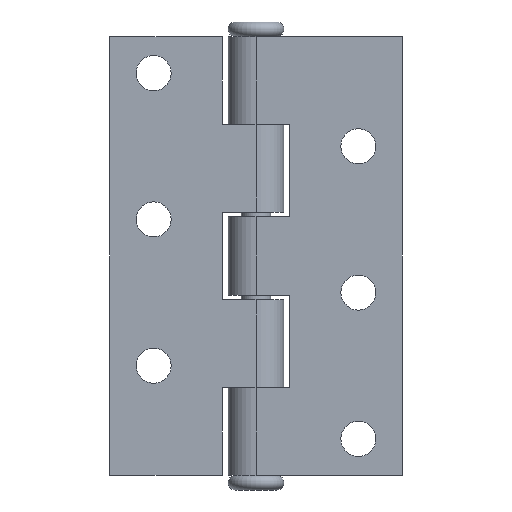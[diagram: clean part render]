
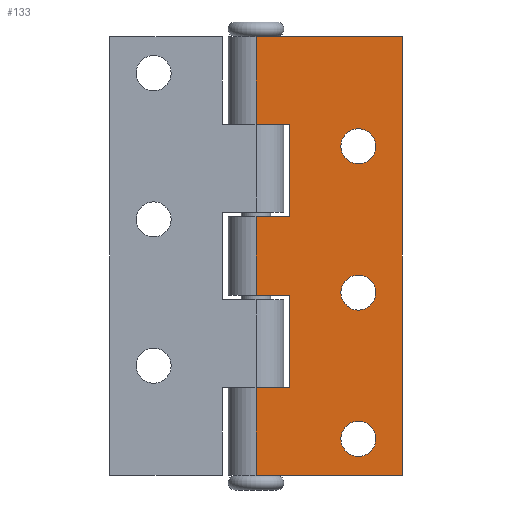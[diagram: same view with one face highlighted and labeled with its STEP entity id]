
A CAD part, front view. The second image highlights one B-rep face of the part: STEP entity #133.
In plain terms, the highlighted planar face has unit normal (0, -1, 0).
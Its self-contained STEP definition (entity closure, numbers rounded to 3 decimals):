
#6 = VERTEX_POINT ( 'NONE', #2401 ) ;
#9 = EDGE_CURVE ( 'NONE', #1767, #6, #2395, .T. ) ;
#52 = VERTEX_POINT ( 'NONE', #2496 ) ;
#54 = VERTEX_POINT ( 'NONE', #2495 ) ;
#56 = EDGE_CURVE ( 'NONE', #67, #54, #2494, .T. ) ;
#67 = VERTEX_POINT ( 'NONE', #2526 ) ;
#72 = ORIENTED_EDGE ( 'NONE', *, *, #1863, .T. ) ;
#90 = VERTEX_POINT ( 'NONE', #2544 ) ;
#91 = ORIENTED_EDGE ( 'NONE', *, *, #126, .T. ) ;
#95 = VERTEX_POINT ( 'NONE', #2538 ) ;
#97 = VERTEX_POINT ( 'NONE', #2595 ) ;
#98 = EDGE_CURVE ( 'NONE', #97, #95, #2594, .T. ) ;
#99 = ORIENTED_EDGE ( 'NONE', *, *, #98, .T. ) ;
#100 = EDGE_CURVE ( 'NONE', #1783, #1782, #2590, .T. ) ;
#101 = ORIENTED_EDGE ( 'NONE', *, *, #1804, .T. ) ;
#102 = EDGE_LOOP ( 'NONE', ( #113, #106 ) ) ;
#103 = ORIENTED_EDGE ( 'NONE', *, *, #107, .T. ) ;
#104 = EDGE_CURVE ( 'NONE', #1795, #1794, #2585, .T. ) ;
#105 = ORIENTED_EDGE ( 'NONE', *, *, #100, .T. ) ;
#106 = ORIENTED_EDGE ( 'NONE', *, *, #1793, .T. ) ;
#107 = EDGE_CURVE ( 'NONE', #1805, #1808, #2580, .T. ) ;
#108 = ORIENTED_EDGE ( 'NONE', *, *, #1742, .F. ) ;
#109 = EDGE_LOOP ( 'NONE', ( #99, #91, #124, #115, #121, #118, #116, #114, #108, #1741, #181, #72 ) ) ;
#110 = EDGE_LOOP ( 'NONE', ( #103, #101 ) ) ;
#111 = ORIENTED_EDGE ( 'NONE', *, *, #1751, .T. ) ;
#113 = ORIENTED_EDGE ( 'NONE', *, *, #104, .T. ) ;
#114 = ORIENTED_EDGE ( 'NONE', *, *, #193, .T. ) ;
#115 = ORIENTED_EDGE ( 'NONE', *, *, #123, .T. ) ;
#116 = ORIENTED_EDGE ( 'NONE', *, *, #56, .T. ) ;
#117 = EDGE_CURVE ( 'NONE', #119, #67, #2575, .T. ) ;
#118 = ORIENTED_EDGE ( 'NONE', *, *, #117, .T. ) ;
#119 = VERTEX_POINT ( 'NONE', #2571 ) ;
#120 = VERTEX_POINT ( 'NONE', #2630 ) ;
#121 = ORIENTED_EDGE ( 'NONE', *, *, #122, .T. ) ;
#122 = EDGE_CURVE ( 'NONE', #120, #119, #2629, .T. ) ;
#123 = EDGE_CURVE ( 'NONE', #144, #120, #2625, .T. ) ;
#124 = ORIENTED_EDGE ( 'NONE', *, *, #143, .T. ) ;
#126 = EDGE_CURVE ( 'NONE', #95, #52, #2621, .T. ) ;
#128 = EDGE_CURVE ( 'NONE', #1767, #90, #2617, .T. ) ;
#131 = EDGE_LOOP ( 'NONE', ( #105, #111 ) ) ;
#133 = ADVANCED_FACE ( 'NONE', ( #2662, #2661, #2660, #2659 ), #2658, .F. ) ;
#143 = EDGE_CURVE ( 'NONE', #52, #144, #2642, .T. ) ;
#144 = VERTEX_POINT ( 'NONE', #2638 ) ;
#181 = ORIENTED_EDGE ( 'NONE', *, *, #9, .T. ) ;
#193 = EDGE_CURVE ( 'NONE', #54, #196, #255, .T. ) ;
#196 = VERTEX_POINT ( 'NONE', #244 ) ;
#244 = CARTESIAN_POINT ( 'NONE',  ( 50., -9.5, -75. ) ) ;
#249 = DIRECTION ( 'NONE',  ( 1., 0., 0. ) ) ;
#250 = VECTOR ( 'NONE', #249, 1000. ) ;
#251 = CARTESIAN_POINT ( 'NONE',  ( 0., -9.5, -75. ) ) ;
#255 = LINE ( 'NONE', #251, #250 ) ;
#269 = DIRECTION ( 'NONE',  ( 0., 0., 1. ) ) ;
#270 = DIRECTION ( 'NONE',  ( 0., 1., 0. ) ) ;
#271 = CARTESIAN_POINT ( 'NONE',  ( 35., -9.5, 37.5 ) ) ;
#272 = AXIS2_PLACEMENT_3D ( 'NONE', #271, #270, #269 ) ;
#273 = CIRCLE ( 'NONE', #272, 6. ) ;
#282 = DIRECTION ( 'NONE',  ( 0., 0., -1. ) ) ;
#283 = VECTOR ( 'NONE', #282, 1000. ) ;
#284 = CARTESIAN_POINT ( 'NONE',  ( 50., -9.5, 75. ) ) ;
#285 = LINE ( 'NONE', #284, #283 ) ;
#330 = CARTESIAN_POINT ( 'NONE',  ( 29., -9.5, 37.5 ) ) ;
#331 = CARTESIAN_POINT ( 'NONE',  ( 41., -9.5, 37.5 ) ) ;
#354 = CARTESIAN_POINT ( 'NONE',  ( 0., -9.5, 75. ) ) ;
#370 = CARTESIAN_POINT ( 'NONE',  ( 29., -9.5, -12.5 ) ) ;
#371 = CARTESIAN_POINT ( 'NONE',  ( 41., -9.5, -12.5 ) ) ;
#372 = DIRECTION ( 'NONE',  ( 0., 0., 1. ) ) ;
#373 = DIRECTION ( 'NONE',  ( 0., 1., 0. ) ) ;
#374 = AXIS2_PLACEMENT_3D ( 'NONE', #380, #373, #372 ) ;
#375 = CIRCLE ( 'NONE', #374, 6. ) ;
#380 = CARTESIAN_POINT ( 'NONE',  ( 35., -9.5, -12.5 ) ) ;
#413 = CARTESIAN_POINT ( 'NONE',  ( 41., -9.5, -62.5 ) ) ;
#418 = CARTESIAN_POINT ( 'NONE',  ( 29., -9.5, -62.5 ) ) ;
#419 = DIRECTION ( 'NONE',  ( 0., 0., 1. ) ) ;
#420 = DIRECTION ( 'NONE',  ( 0., 1., 0. ) ) ;
#421 = CARTESIAN_POINT ( 'NONE',  ( 35., -9.5, -62.5 ) ) ;
#422 = AXIS2_PLACEMENT_3D ( 'NONE', #421, #420, #419 ) ;
#423 = CIRCLE ( 'NONE', #422, 6. ) ;
#460 = DIRECTION ( 'NONE',  ( 1., 0., 0. ) ) ;
#461 = VECTOR ( 'NONE', #460, 1000. ) ;
#462 = CARTESIAN_POINT ( 'NONE',  ( 0., -9.5, 45. ) ) ;
#463 = LINE ( 'NONE', #462, #461 ) ;
#1741 = ORIENTED_EDGE ( 'NONE', *, *, #128, .F. ) ;
#1742 = EDGE_CURVE ( 'NONE', #90, #196, #285, .T. ) ;
#1751 = EDGE_CURVE ( 'NONE', #1782, #1783, #273, .T. ) ;
#1767 = VERTEX_POINT ( 'NONE', #354 ) ;
#1782 = VERTEX_POINT ( 'NONE', #331 ) ;
#1783 = VERTEX_POINT ( 'NONE', #330 ) ;
#1793 = EDGE_CURVE ( 'NONE', #1794, #1795, #375, .T. ) ;
#1794 = VERTEX_POINT ( 'NONE', #371 ) ;
#1795 = VERTEX_POINT ( 'NONE', #370 ) ;
#1804 = EDGE_CURVE ( 'NONE', #1808, #1805, #423, .T. ) ;
#1805 = VERTEX_POINT ( 'NONE', #418 ) ;
#1808 = VERTEX_POINT ( 'NONE', #413 ) ;
#1863 = EDGE_CURVE ( 'NONE', #6, #97, #463, .T. ) ;
#2392 = DIRECTION ( 'NONE',  ( 0., 0., -1. ) ) ;
#2393 = VECTOR ( 'NONE', #2392, 1000. ) ;
#2394 = CARTESIAN_POINT ( 'NONE',  ( 0., -9.5, 75. ) ) ;
#2395 = LINE ( 'NONE', #2394, #2393 ) ;
#2401 = CARTESIAN_POINT ( 'NONE',  ( 0., -9.5, 45. ) ) ;
#2491 = DIRECTION ( 'NONE',  ( 0., 0., -1. ) ) ;
#2492 = VECTOR ( 'NONE', #2491, 1000. ) ;
#2493 = CARTESIAN_POINT ( 'NONE',  ( 0., -9.5, 75. ) ) ;
#2494 = LINE ( 'NONE', #2493, #2492 ) ;
#2495 = CARTESIAN_POINT ( 'NONE',  ( 0., -9.5, -75. ) ) ;
#2496 = CARTESIAN_POINT ( 'NONE',  ( 0., -9.5, 13.5 ) ) ;
#2526 = CARTESIAN_POINT ( 'NONE',  ( 0., -9.5, -45. ) ) ;
#2538 = CARTESIAN_POINT ( 'NONE',  ( 11.5, -9.5, 13.5 ) ) ;
#2544 = CARTESIAN_POINT ( 'NONE',  ( 50., -9.5, 75. ) ) ;
#2571 = CARTESIAN_POINT ( 'NONE',  ( 11.5, -9.5, -45. ) ) ;
#2572 = DIRECTION ( 'NONE',  ( -1., 0., 0. ) ) ;
#2573 = VECTOR ( 'NONE', #2572, 1000. ) ;
#2574 = CARTESIAN_POINT ( 'NONE',  ( 0., -9.5, -45. ) ) ;
#2575 = LINE ( 'NONE', #2574, #2573 ) ;
#2576 = DIRECTION ( 'NONE',  ( 0., 0., 1. ) ) ;
#2577 = DIRECTION ( 'NONE',  ( 0., 1., 0. ) ) ;
#2578 = CARTESIAN_POINT ( 'NONE',  ( 35., -9.5, -62.5 ) ) ;
#2579 = AXIS2_PLACEMENT_3D ( 'NONE', #2578, #2577, #2576 ) ;
#2580 = CIRCLE ( 'NONE', #2579, 6. ) ;
#2581 = DIRECTION ( 'NONE',  ( 0., 0., 1. ) ) ;
#2582 = DIRECTION ( 'NONE',  ( 0., 1., 0. ) ) ;
#2583 = CARTESIAN_POINT ( 'NONE',  ( 35., -9.5, -12.5 ) ) ;
#2584 = AXIS2_PLACEMENT_3D ( 'NONE', #2583, #2582, #2581 ) ;
#2585 = CIRCLE ( 'NONE', #2584, 6. ) ;
#2586 = DIRECTION ( 'NONE',  ( 0., 0., 1. ) ) ;
#2587 = DIRECTION ( 'NONE',  ( 0., 1., 0. ) ) ;
#2588 = CARTESIAN_POINT ( 'NONE',  ( 35., -9.5, 37.5 ) ) ;
#2589 = AXIS2_PLACEMENT_3D ( 'NONE', #2588, #2587, #2586 ) ;
#2590 = CIRCLE ( 'NONE', #2589, 6. ) ;
#2591 = DIRECTION ( 'NONE',  ( 0., 0., -1. ) ) ;
#2592 = VECTOR ( 'NONE', #2591, 1000. ) ;
#2593 = CARTESIAN_POINT ( 'NONE',  ( 11.5, -9.5, 75. ) ) ;
#2594 = LINE ( 'NONE', #2593, #2592 ) ;
#2595 = CARTESIAN_POINT ( 'NONE',  ( 11.5, -9.5, 45. ) ) ;
#2614 = DIRECTION ( 'NONE',  ( 1., 0., 0. ) ) ;
#2615 = VECTOR ( 'NONE', #2614, 1000. ) ;
#2616 = CARTESIAN_POINT ( 'NONE',  ( 0., -9.5, 75. ) ) ;
#2617 = LINE ( 'NONE', #2616, #2615 ) ;
#2618 = DIRECTION ( 'NONE',  ( -1., 0., 0. ) ) ;
#2619 = VECTOR ( 'NONE', #2618, 1000. ) ;
#2620 = CARTESIAN_POINT ( 'NONE',  ( 0., -9.5, 13.5 ) ) ;
#2621 = LINE ( 'NONE', #2620, #2619 ) ;
#2622 = DIRECTION ( 'NONE',  ( 1., 0., 0. ) ) ;
#2623 = VECTOR ( 'NONE', #2622, 1000. ) ;
#2624 = CARTESIAN_POINT ( 'NONE',  ( 0., -9.5, -13.5 ) ) ;
#2625 = LINE ( 'NONE', #2624, #2623 ) ;
#2626 = DIRECTION ( 'NONE',  ( 0., 0., -1. ) ) ;
#2627 = VECTOR ( 'NONE', #2626, 1000. ) ;
#2628 = CARTESIAN_POINT ( 'NONE',  ( 11.5, -9.5, 75. ) ) ;
#2629 = LINE ( 'NONE', #2628, #2627 ) ;
#2630 = CARTESIAN_POINT ( 'NONE',  ( 11.5, -9.5, -13.5 ) ) ;
#2638 = CARTESIAN_POINT ( 'NONE',  ( 0., -9.5, -13.5 ) ) ;
#2639 = DIRECTION ( 'NONE',  ( 0., 0., -1. ) ) ;
#2640 = VECTOR ( 'NONE', #2639, 1000. ) ;
#2641 = CARTESIAN_POINT ( 'NONE',  ( 0., -9.5, 75. ) ) ;
#2642 = LINE ( 'NONE', #2641, #2640 ) ;
#2654 = DIRECTION ( 'NONE',  ( 0., 0., 1. ) ) ;
#2655 = DIRECTION ( 'NONE',  ( 0., 1., 0. ) ) ;
#2656 = CARTESIAN_POINT ( 'NONE',  ( 0., -9.5, 75. ) ) ;
#2657 = AXIS2_PLACEMENT_3D ( 'NONE', #2656, #2655, #2654 ) ;
#2658 = PLANE ( 'NONE',  #2657 ) ;
#2659 = FACE_OUTER_BOUND ( 'NONE', #109, .T. ) ;
#2660 = FACE_BOUND ( 'NONE', #110, .T. ) ;
#2661 = FACE_BOUND ( 'NONE', #102, .T. ) ;
#2662 = FACE_BOUND ( 'NONE', #131, .T. ) ;
